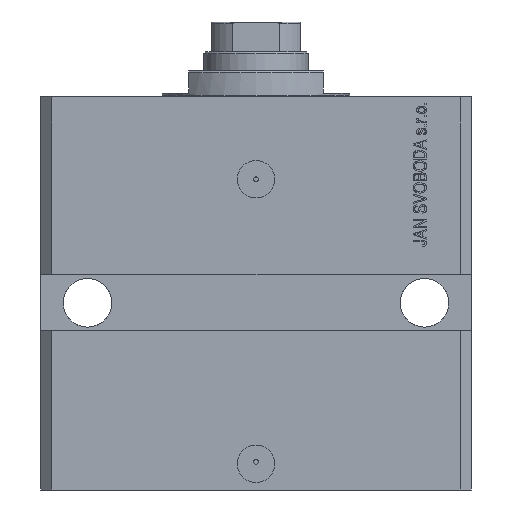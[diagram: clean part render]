
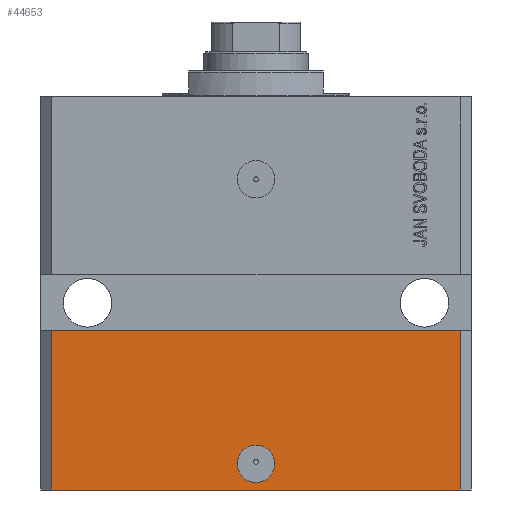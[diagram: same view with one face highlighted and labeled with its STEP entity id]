
A CAD part, front view. The second image highlights one B-rep face of the part: STEP entity #44653.
In plain terms, the highlighted planar face has unit normal (0, -1, 0).
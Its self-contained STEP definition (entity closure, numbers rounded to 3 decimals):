
#55 = LINE ( 'NONE', #30395, #22632 ) ;
#2008 = LINE ( 'NONE', #24636, #35114 ) ;
#2801 = DIRECTION ( 'NONE',  ( 1., 0., 0. ) ) ;
#3159 = CARTESIAN_POINT ( 'NONE',  ( 0., -45., -98. ) ) ;
#3206 = DIRECTION ( 'NONE',  ( 0., 0., 1. ) ) ;
#3313 = DIRECTION ( 'NONE',  ( 1., 0., 0. ) ) ;
#3403 = DIRECTION ( 'NONE',  ( 0., -1., 0. ) ) ;
#6521 = LINE ( 'NONE', #41083, #47662 ) ;
#6747 = VERTEX_POINT ( 'NONE', #25339 ) ;
#7012 = DIRECTION ( 'NONE',  ( 1., 0., 0. ) ) ;
#9289 = ORIENTED_EDGE ( 'NONE', *, *, #31133, .F. ) ;
#11586 = ORIENTED_EDGE ( 'NONE', *, *, #27001, .F. ) ;
#11723 = EDGE_CURVE ( 'NONE', #42201, #6747, #47930, .T. ) ;
#11877 = PLANE ( 'NONE',  #29717 ) ;
#12137 = ORIENTED_EDGE ( 'NONE', *, *, #37330, .T. ) ;
#12850 = DIRECTION ( 'NONE',  ( 1., 0., 0. ) ) ;
#16895 = EDGE_CURVE ( 'NONE', #48066, #38312, #55, .T. ) ;
#18128 = VECTOR ( 'NONE', #3206, 1000. ) ;
#18558 = DIRECTION ( 'NONE',  ( 1., 0., 0. ) ) ;
#18563 = VERTEX_POINT ( 'NONE', #39167 ) ;
#19700 = CARTESIAN_POINT ( 'NONE',  ( 5., -45., -98. ) ) ;
#20277 = VERTEX_POINT ( 'NONE', #46772 ) ;
#20984 = ORIENTED_EDGE ( 'NONE', *, *, #46132, .F. ) ;
#22212 = ORIENTED_EDGE ( 'NONE', *, *, #11723, .F. ) ;
#22632 = VECTOR ( 'NONE', #3313, 1000. ) ;
#23063 = CARTESIAN_POINT ( 'NONE',  ( -54.5, -45., -105. ) ) ;
#23203 = EDGE_LOOP ( 'NONE', ( #9289, #11586, #44845, #12137 ) ) ;
#24046 = CARTESIAN_POINT ( 'NONE',  ( -54.5, -45., -105. ) ) ;
#24636 = CARTESIAN_POINT ( 'NONE',  ( 54.5, -45., -105. ) ) ;
#25339 = CARTESIAN_POINT ( 'NONE',  ( -5., -45., -98. ) ) ;
#26528 = CARTESIAN_POINT ( 'NONE',  ( -54.5, -45., -105. ) ) ;
#27001 = EDGE_CURVE ( 'NONE', #48066, #18563, #45956, .T. ) ;
#29645 = CARTESIAN_POINT ( 'NONE',  ( 0., -45., -98. ) ) ;
#29717 = AXIS2_PLACEMENT_3D ( 'NONE', #24046, #39229, #12850 ) ;
#30395 = CARTESIAN_POINT ( 'NONE',  ( -54.5, -45., -105. ) ) ;
#31133 = EDGE_CURVE ( 'NONE', #18563, #20277, #6521, .T. ) ;
#31317 = AXIS2_PLACEMENT_3D ( 'NONE', #29645, #40590, #2801 ) ;
#34515 = FACE_BOUND ( 'NONE', #38182, .T. ) ;
#35114 = VECTOR ( 'NONE', #35838, 1000. ) ;
#35838 = DIRECTION ( 'NONE',  ( 0., 0., 1. ) ) ;
#36031 = AXIS2_PLACEMENT_3D ( 'NONE', #3159, #3403, #18558 ) ;
#37330 = EDGE_CURVE ( 'NONE', #38312, #20277, #2008, .T. ) ;
#38182 = EDGE_LOOP ( 'NONE', ( #22212, #20984 ) ) ;
#38312 = VERTEX_POINT ( 'NONE', #40916 ) ;
#39167 = CARTESIAN_POINT ( 'NONE',  ( -54.5, -45., -62.5 ) ) ;
#39229 = DIRECTION ( 'NONE',  ( 0., -1., 0. ) ) ;
#40590 = DIRECTION ( 'NONE',  ( 0., -1., 0. ) ) ;
#40859 = CIRCLE ( 'NONE', #31317, 5. ) ;
#40916 = CARTESIAN_POINT ( 'NONE',  ( 54.5, -45., -105. ) ) ;
#41083 = CARTESIAN_POINT ( 'NONE',  ( -57.5, -45., -62.5 ) ) ;
#42201 = VERTEX_POINT ( 'NONE', #19700 ) ;
#44653 = ADVANCED_FACE ( 'NONE', ( #34515, #45952 ), #11877, .T. ) ;
#44845 = ORIENTED_EDGE ( 'NONE', *, *, #16895, .T. ) ;
#45952 = FACE_OUTER_BOUND ( 'NONE', #23203, .T. ) ;
#45956 = LINE ( 'NONE', #23063, #18128 ) ;
#46132 = EDGE_CURVE ( 'NONE', #6747, #42201, #40859, .T. ) ;
#46772 = CARTESIAN_POINT ( 'NONE',  ( 54.5, -45., -62.5 ) ) ;
#47662 = VECTOR ( 'NONE', #7012, 1000. ) ;
#47930 = CIRCLE ( 'NONE', #36031, 5. ) ;
#48066 = VERTEX_POINT ( 'NONE', #26528 ) ;
